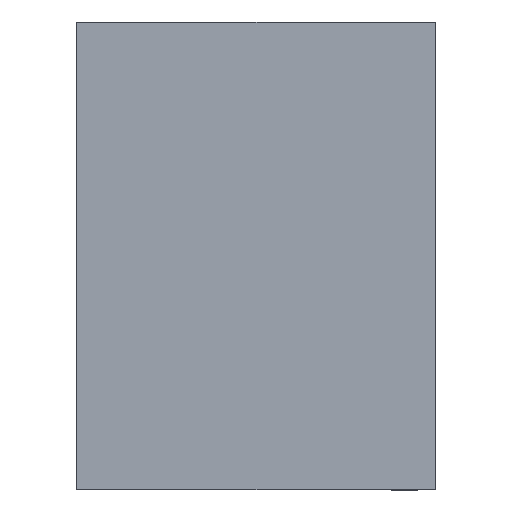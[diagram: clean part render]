
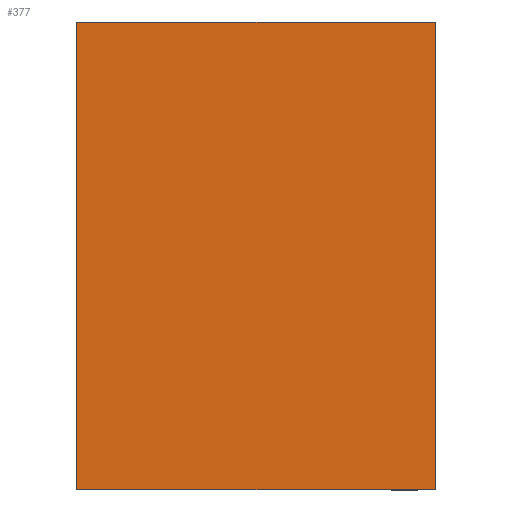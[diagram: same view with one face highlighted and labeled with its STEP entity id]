
A CAD part, left-side view. The second image highlights one B-rep face of the part: STEP entity #377.
In plain terms, the highlighted planar face has unit normal (-1, 0, 0).
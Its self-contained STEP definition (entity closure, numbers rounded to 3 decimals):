
#164 = VECTOR ( 'NONE', #928, 1000. ) ;
#167 = DIRECTION ( 'NONE',  ( 0., 0., -1. ) ) ;
#182 = AXIS2_PLACEMENT_3D ( 'NONE', #992, #695, #972 ) ;
#210 = VECTOR ( 'NONE', #834, 1000. ) ;
#292 = VERTEX_POINT ( 'NONE', #758 ) ;
#308 = CARTESIAN_POINT ( 'NONE',  ( -0.3, 0., 0.15 ) ) ;
#313 = DIRECTION ( 'NONE',  ( 0., -1., 0. ) ) ;
#316 = CARTESIAN_POINT ( 'NONE',  ( -0.3, 0.23, -0.15 ) ) ;
#337 = LINE ( 'NONE', #1040, #1162 ) ;
#341 = LINE ( 'NONE', #533, #1065 ) ;
#365 = VERTEX_POINT ( 'NONE', #308 ) ;
#377 = ADVANCED_FACE ( 'NONE', ( #685 ), #872, .F. ) ;
#532 = EDGE_CURVE ( 'NONE', #365, #292, #1071, .T. ) ;
#533 = CARTESIAN_POINT ( 'NONE',  ( -0.3, 0.23, 0.15 ) ) ;
#540 = ORIENTED_EDGE ( 'NONE', *, *, #617, .T. ) ;
#617 = EDGE_CURVE ( 'NONE', #765, #292, #739, .T. ) ;
#637 = CARTESIAN_POINT ( 'NONE',  ( -0.3, 0., 0.15 ) ) ;
#685 = FACE_OUTER_BOUND ( 'NONE', #1142, .T. ) ;
#695 = DIRECTION ( 'NONE',  ( 1., 0., 0. ) ) ;
#715 = EDGE_CURVE ( 'NONE', #1029, #365, #337, .T. ) ;
#739 = LINE ( 'NONE', #1034, #210 ) ;
#758 = CARTESIAN_POINT ( 'NONE',  ( -0.3, 0., -0.15 ) ) ;
#765 = VERTEX_POINT ( 'NONE', #316 ) ;
#834 = DIRECTION ( 'NONE',  ( 0., -1., 0. ) ) ;
#872 = PLANE ( 'NONE',  #182 ) ;
#879 = ORIENTED_EDGE ( 'NONE', *, *, #1209, .T. ) ;
#892 = CARTESIAN_POINT ( 'NONE',  ( -0.3, 0.23, 0.15 ) ) ;
#928 = DIRECTION ( 'NONE',  ( 0., 0., -1. ) ) ;
#972 = DIRECTION ( 'NONE',  ( 0., 0., -1. ) ) ;
#992 = CARTESIAN_POINT ( 'NONE',  ( -0.3, 0., 0.15 ) ) ;
#1029 = VERTEX_POINT ( 'NONE', #892 ) ;
#1034 = CARTESIAN_POINT ( 'NONE',  ( -0.3, 0., -0.15 ) ) ;
#1040 = CARTESIAN_POINT ( 'NONE',  ( -0.3, 0., 0.15 ) ) ;
#1047 = ORIENTED_EDGE ( 'NONE', *, *, #532, .F. ) ;
#1065 = VECTOR ( 'NONE', #167, 1000. ) ;
#1071 = LINE ( 'NONE', #637, #164 ) ;
#1093 = ORIENTED_EDGE ( 'NONE', *, *, #715, .F. ) ;
#1142 = EDGE_LOOP ( 'NONE', ( #540, #1047, #1093, #879 ) ) ;
#1162 = VECTOR ( 'NONE', #313, 1000. ) ;
#1209 = EDGE_CURVE ( 'NONE', #1029, #765, #341, .T. ) ;
